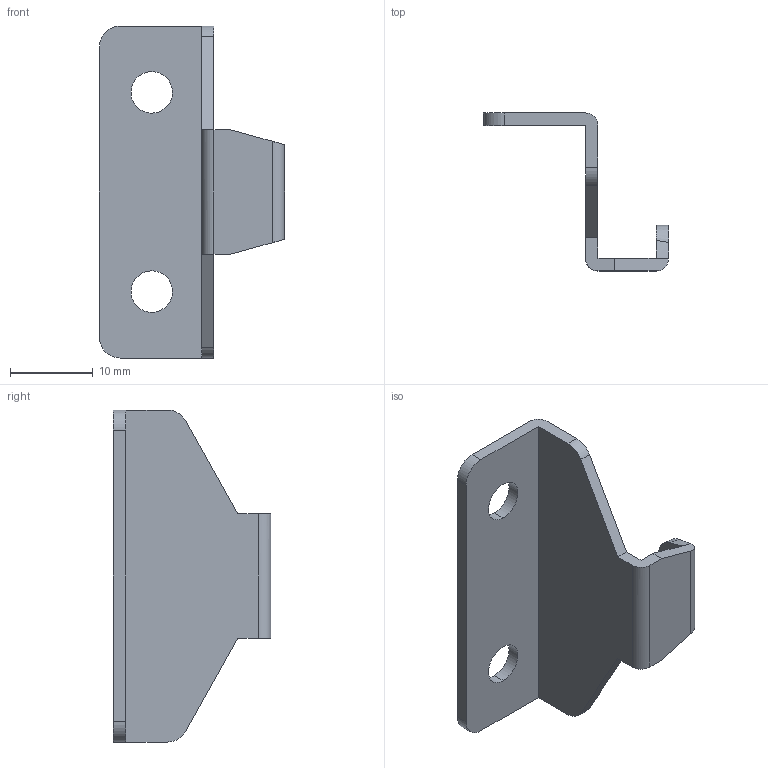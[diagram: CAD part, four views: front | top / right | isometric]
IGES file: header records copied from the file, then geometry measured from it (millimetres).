
Start section: ------------------------------------------------------------------------
Global section: file name: PC005.16280.TL_443_1_7252.igs; native system: spGate; preprocessor: ver19.8.4 (****-****-****-****); author: Unknown; organization: Unknown; date: 240123.190129; units: millimetre
Bounding box: 22.3 x 19 x 40 mm (x, y, z)
Volume: 1737.6 mm3; surface area: 2583.9 mm2
Topology: 1 solids, 1 shells, 33 faces, 89 edges, 58 vertices
Faces by surface type: bspline 33
